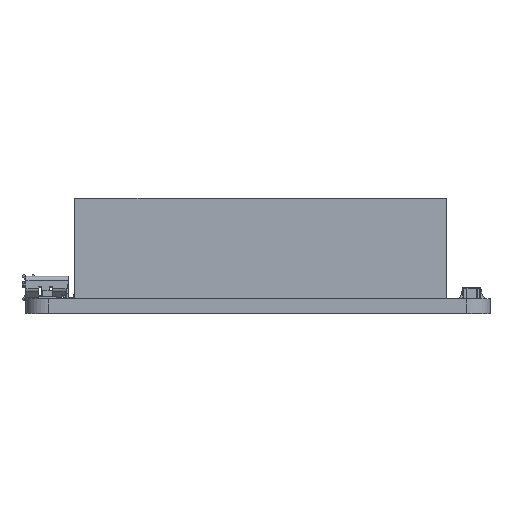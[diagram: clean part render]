
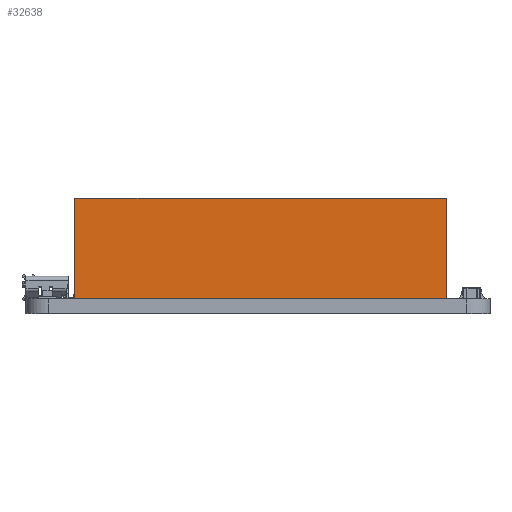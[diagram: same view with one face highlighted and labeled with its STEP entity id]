
A CAD part, top view. The second image highlights one B-rep face of the part: STEP entity #32638.
In plain terms, the highlighted planar face has unit normal (0, 0, 1).
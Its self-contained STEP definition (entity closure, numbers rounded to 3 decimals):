
#2113=PLANE('',#35578);
#3939=FACE_OUTER_BOUND('',#5851,.T.);
#5851=EDGE_LOOP('',(#30251,#30252,#30253,#30254));
#9455=LINE('',#62336,#13061);
#9456=LINE('',#62339,#13062);
#9457=LINE('',#62341,#13063);
#9458=LINE('',#62342,#13064);
#13061=VECTOR('',#44351,10.);
#13062=VECTOR('',#44354,10.);
#13063=VECTOR('',#44355,10.);
#13064=VECTOR('',#44356,10.);
#16691=VERTEX_POINT('',#62332);
#16692=VERTEX_POINT('',#62334);
#16693=VERTEX_POINT('',#62338);
#16694=VERTEX_POINT('',#62340);
#21213=EDGE_CURVE('',#16691,#16692,#9455,.T.);
#21214=EDGE_CURVE('',#16693,#16691,#9456,.T.);
#21215=EDGE_CURVE('',#16694,#16692,#9457,.T.);
#21216=EDGE_CURVE('',#16693,#16694,#9458,.T.);
#30251=ORIENTED_EDGE('',*,*,#21214,.T.);
#30252=ORIENTED_EDGE('',*,*,#21213,.T.);
#30253=ORIENTED_EDGE('',*,*,#21215,.F.);
#30254=ORIENTED_EDGE('',*,*,#21216,.F.);
#32638=ADVANCED_FACE('',(#3939),#2113,.T.);
#35578=AXIS2_PLACEMENT_3D('',#62337,#44352,#44353);
#44351=DIRECTION('',(0.,1.,0.));
#44352=DIRECTION('center_axis',(0.,0.,1.));
#44353=DIRECTION('ref_axis',(1.,0.,0.));
#44354=DIRECTION('',(1.,0.,0.));
#44355=DIRECTION('',(1.,0.,0.));
#44356=DIRECTION('',(0.,1.,0.));
#62332=CARTESIAN_POINT('',(40.64,0.,0.));
#62334=CARTESIAN_POINT('',(40.64,11.,0.));
#62336=CARTESIAN_POINT('',(40.64,0.,0.));
#62337=CARTESIAN_POINT('Origin',(0.,0.,0.));
#62338=CARTESIAN_POINT('',(0.,0.,0.));
#62339=CARTESIAN_POINT('',(0.,0.,0.));
#62340=CARTESIAN_POINT('',(0.,11.,0.));
#62341=CARTESIAN_POINT('',(0.,11.,0.));
#62342=CARTESIAN_POINT('',(0.,0.,0.));
